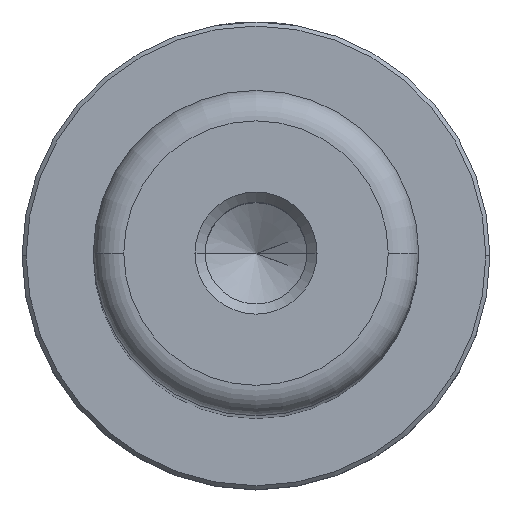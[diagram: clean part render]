
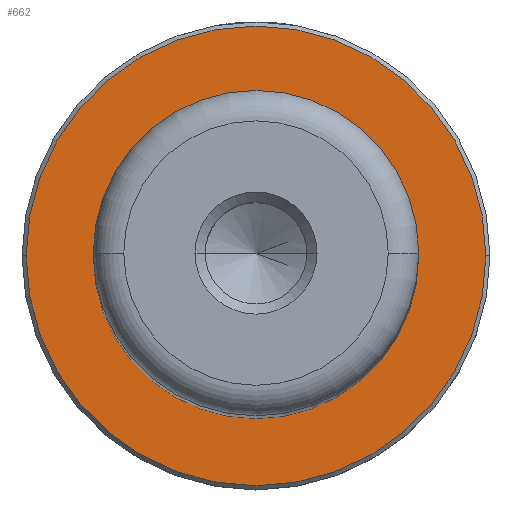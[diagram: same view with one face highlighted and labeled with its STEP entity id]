
A CAD part, top view. The second image highlights one B-rep face of the part: STEP entity #662.
In plain terms, the highlighted planar face has unit normal (0, 0, 1).
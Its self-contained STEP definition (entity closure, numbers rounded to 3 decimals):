
#13 = CIRCLE ( 'NONE', #658, 7.5 ) ;
#45 = CARTESIAN_POINT ( 'NONE',  ( 0., 0., 15. ) ) ;
#75 = DIRECTION ( 'NONE',  ( 1., 0., 0. ) ) ;
#189 = DIRECTION ( 'NONE',  ( 1., 0., 0. ) ) ;
#323 = EDGE_CURVE ( 'NONE', #1603, #560, #13, .T. ) ;
#333 = FACE_BOUND ( 'NONE', #398, .T. ) ;
#381 = CARTESIAN_POINT ( 'NONE',  ( 0., 0., 15. ) ) ;
#398 = EDGE_LOOP ( 'NONE', ( #561, #1705 ) ) ;
#472 = VERTEX_POINT ( 'NONE', #870 ) ;
#539 = AXIS2_PLACEMENT_3D ( 'NONE', #45, #1214, #189 ) ;
#546 = DIRECTION ( 'NONE',  ( -1., 0., 0. ) ) ;
#560 = VERTEX_POINT ( 'NONE', #1282 ) ;
#561 = ORIENTED_EDGE ( 'NONE', *, *, #1779, .T. ) ;
#658 = AXIS2_PLACEMENT_3D ( 'NONE', #1366, #1388, #1397 ) ;
#662 = ADVANCED_FACE ( 'NONE', ( #1645, #333 ), #1912, .T. ) ;
#723 = EDGE_LOOP ( 'NONE', ( #823, #1081 ) ) ;
#782 = VERTEX_POINT ( 'NONE', #1085 ) ;
#785 = CIRCLE ( 'NONE', #1684, 11.3 ) ;
#823 = ORIENTED_EDGE ( 'NONE', *, *, #1742, .T. ) ;
#830 = AXIS2_PLACEMENT_3D ( 'NONE', #1674, #1632, #1628 ) ;
#831 = CARTESIAN_POINT ( 'NONE',  ( 7.5, 0., 15. ) ) ;
#870 = CARTESIAN_POINT ( 'NONE',  ( 11.3, 0., 15. ) ) ;
#991 = AXIS2_PLACEMENT_3D ( 'NONE', #381, #1572, #546 ) ;
#1067 = DIRECTION ( 'NONE',  ( 0., 0., 1. ) ) ;
#1081 = ORIENTED_EDGE ( 'NONE', *, *, #1837, .T. ) ;
#1085 = CARTESIAN_POINT ( 'NONE',  ( -11.3, 0., 15. ) ) ;
#1099 = CIRCLE ( 'NONE', #539, 11.3 ) ;
#1214 = DIRECTION ( 'NONE',  ( 0., 0., 1. ) ) ;
#1282 = CARTESIAN_POINT ( 'NONE',  ( -7.5, 0., 15. ) ) ;
#1366 = CARTESIAN_POINT ( 'NONE',  ( 0., 0., 15. ) ) ;
#1388 = DIRECTION ( 'NONE',  ( 0., 0., -1. ) ) ;
#1397 = DIRECTION ( 'NONE',  ( -1., 0., 0. ) ) ;
#1572 = DIRECTION ( 'NONE',  ( 0., 0., -1. ) ) ;
#1603 = VERTEX_POINT ( 'NONE', #831 ) ;
#1628 = DIRECTION ( 'NONE',  ( 1., 0., 0. ) ) ;
#1632 = DIRECTION ( 'NONE',  ( 0., 0., 1. ) ) ;
#1645 = FACE_OUTER_BOUND ( 'NONE', #723, .T. ) ;
#1674 = CARTESIAN_POINT ( 'NONE',  ( 0., 0., 15. ) ) ;
#1684 = AXIS2_PLACEMENT_3D ( 'NONE', #2035, #1067, #75 ) ;
#1705 = ORIENTED_EDGE ( 'NONE', *, *, #323, .T. ) ;
#1742 = EDGE_CURVE ( 'NONE', #782, #472, #1099, .T. ) ;
#1779 = EDGE_CURVE ( 'NONE', #560, #1603, #1928, .T. ) ;
#1837 = EDGE_CURVE ( 'NONE', #472, #782, #785, .T. ) ;
#1912 = PLANE ( 'NONE',  #830 ) ;
#1928 = CIRCLE ( 'NONE', #991, 7.5 ) ;
#2035 = CARTESIAN_POINT ( 'NONE',  ( 0., 0., 15. ) ) ;
